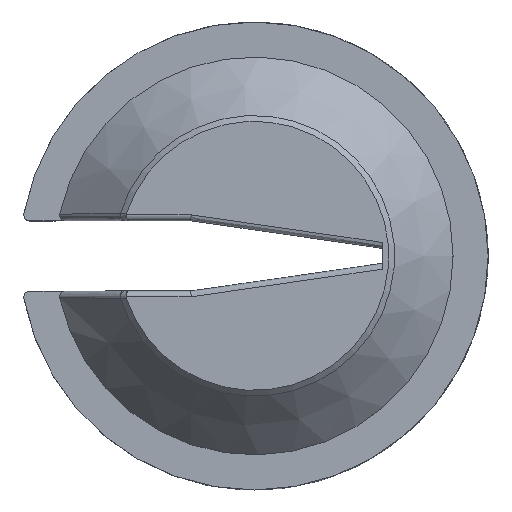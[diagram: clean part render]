
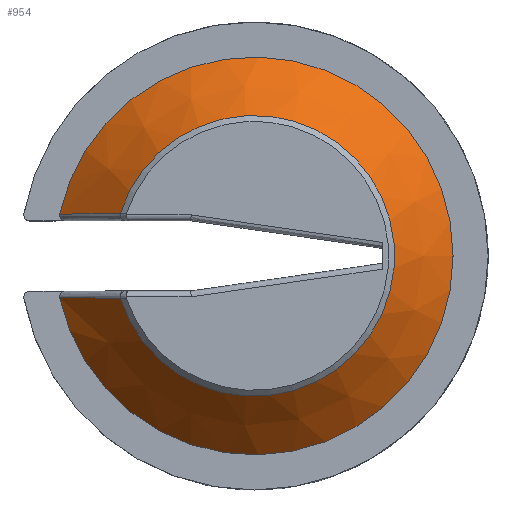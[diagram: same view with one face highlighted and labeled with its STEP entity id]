
A CAD part, top view. The second image highlights one B-rep face of the part: STEP entity #954.
In plain terms, the highlighted conical face has half-angle 41.76 degrees and reference radius 26.988 mm.
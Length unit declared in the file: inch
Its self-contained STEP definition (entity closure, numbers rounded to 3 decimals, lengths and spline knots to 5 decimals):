
#16=CONICAL_SURFACE('',#1029,1.0625,0.729);
#64=B_SPLINE_CURVE_WITH_KNOTS('',3,(#1595,#1596,#1597,#1598),
 .UNSPECIFIED.,.F.,.F.,(4,4),(-1.53663,-0.32723),
 .UNSPECIFIED.);
#65=B_SPLINE_CURVE_WITH_KNOTS('',3,(#1600,#1601,#1602,#1603),
 .UNSPECIFIED.,.F.,.F.,(4,4),(-0.32723,-0.32683),
 .UNSPECIFIED.);
#77=B_SPLINE_CURVE_WITH_KNOTS('',3,(#1872,#1873,#1874,#1875),
 .UNSPECIFIED.,.F.,.F.,(4,4),(0.14885,0.15542),
 .UNSPECIFIED.);
#79=B_SPLINE_CURVE_WITH_KNOTS('',3,(#1895,#1896,#1897,#1898),
 .UNSPECIFIED.,.F.,.F.,(4,4),(0.15419,0.15864),
 .UNSPECIFIED.);
#82=B_SPLINE_CURVE_WITH_KNOTS('',3,(#1921,#1922,#1923,#1924),
 .UNSPECIFIED.,.F.,.F.,(4,4),(0.44648,0.45093),
 .UNSPECIFIED.);
#83=B_SPLINE_CURVE_WITH_KNOTS('',3,(#1926,#1927,#1928,#1929),
 .UNSPECIFIED.,.F.,.F.,(4,4),(-2.15801,-0.9486),
 .UNSPECIFIED.);
#84=B_SPLINE_CURVE_WITH_KNOTS('',3,(#1931,#1932,#1933,#1934),
 .UNSPECIFIED.,.F.,.F.,(4,4),(-2.15841,-2.15801),
 .UNSPECIFIED.);
#85=B_SPLINE_CURVE_WITH_KNOTS('',3,(#1935,#1936,#1937,#1938),
 .UNSPECIFIED.,.F.,.F.,(4,4),(0.15542,0.16199),
 .UNSPECIFIED.);
#148=FACE_OUTER_BOUND('',#202,.T.);
#202=EDGE_LOOP('',(#720,#721,#722,#723,#724,#725,#726,#727,#728,#729));
#243=CIRCLE('',#1028,0.75);
#244=CIRCLE('',#1030,1.0625);
#405=VERTEX_POINT('',#1593);
#406=VERTEX_POINT('',#1594);
#407=VERTEX_POINT('',#1599);
#414=VERTEX_POINT('',#1865);
#418=VERTEX_POINT('',#1893);
#422=VERTEX_POINT('',#1914);
#423=VERTEX_POINT('',#1918);
#424=VERTEX_POINT('',#1920);
#425=VERTEX_POINT('',#1925);
#426=VERTEX_POINT('',#1930);
#513=EDGE_CURVE('',#405,#406,#64,.T.);
#514=EDGE_CURVE('',#406,#407,#65,.T.);
#528=EDGE_CURVE('',#407,#414,#77,.T.);
#533=EDGE_CURVE('',#418,#405,#79,.T.);
#538=EDGE_CURVE('',#422,#414,#243,.T.);
#540=EDGE_CURVE('',#418,#423,#244,.T.);
#541=EDGE_CURVE('',#424,#423,#82,.T.);
#542=EDGE_CURVE('',#425,#424,#83,.T.);
#543=EDGE_CURVE('',#426,#425,#84,.T.);
#544=EDGE_CURVE('',#422,#426,#85,.T.);
#720=ORIENTED_EDGE('',*,*,#513,.F.);
#721=ORIENTED_EDGE('',*,*,#533,.F.);
#722=ORIENTED_EDGE('',*,*,#540,.T.);
#723=ORIENTED_EDGE('',*,*,#541,.F.);
#724=ORIENTED_EDGE('',*,*,#542,.F.);
#725=ORIENTED_EDGE('',*,*,#543,.F.);
#726=ORIENTED_EDGE('',*,*,#544,.F.);
#727=ORIENTED_EDGE('',*,*,#538,.T.);
#728=ORIENTED_EDGE('',*,*,#528,.F.);
#729=ORIENTED_EDGE('',*,*,#514,.F.);
#954=ADVANCED_FACE('',(#148),#16,.T.);
#1028=AXIS2_PLACEMENT_3D('',#1915,#1161,#1162);
#1029=AXIS2_PLACEMENT_3D('',#1917,#1164,#1165);
#1030=AXIS2_PLACEMENT_3D('',#1919,#1166,#1167);
#1161=DIRECTION('center_axis',(0.,0.,-1.));
#1162=DIRECTION('ref_axis',(1.,0.,0.));
#1164=DIRECTION('center_axis',(0.,0.,-1.));
#1165=DIRECTION('ref_axis',(1.,0.,0.));
#1166=DIRECTION('center_axis',(0.,0.,1.));
#1167=DIRECTION('ref_axis',(1.,0.,0.));
#1593=CARTESIAN_POINT('',(-1.03864,-0.22366,0.15005));
#1594=CARTESIAN_POINT('',(-0.71521,-0.22577,0.5));
#1595=CARTESIAN_POINT('Ctrl Pts',(-1.03864,-0.22366,0.15005));
#1596=CARTESIAN_POINT('Ctrl Pts',(-0.9315,-0.22415,
0.26725));
#1597=CARTESIAN_POINT('Ctrl Pts',(-0.82401,-0.22477,
0.38415));
#1598=CARTESIAN_POINT('Ctrl Pts',(-0.71521,-0.22577,
0.5));
#1599=CARTESIAN_POINT('',(-0.7151,-0.22577,0.50011));
#1600=CARTESIAN_POINT('Ctrl Pts',(-0.71521,-0.22577,
0.5));
#1601=CARTESIAN_POINT('Ctrl Pts',(-0.71518,-0.22577,
0.50004));
#1602=CARTESIAN_POINT('Ctrl Pts',(-0.71514,-0.22577,
0.50008));
#1603=CARTESIAN_POINT('Ctrl Pts',(-0.71511,-0.22577,
0.50012));
#1865=CARTESIAN_POINT('',(-0.71442,-0.22826,0.5));
#1872=CARTESIAN_POINT('Ctrl Pts',(-0.7151,-0.22577,
0.50011));
#1873=CARTESIAN_POINT('Ctrl Pts',(-0.71491,-0.22661,
0.50004));
#1874=CARTESIAN_POINT('Ctrl Pts',(-0.71468,-0.22744,
0.5));
#1875=CARTESIAN_POINT('Ctrl Pts',(-0.71442,-0.22826,
0.5));
#1893=CARTESIAN_POINT('',(-1.03832,-0.22538,0.15));
#1895=CARTESIAN_POINT('Ctrl Pts',(-1.03832,-0.22538,
0.15));
#1896=CARTESIAN_POINT('Ctrl Pts',(-1.03844,-0.22481,
0.15));
#1897=CARTESIAN_POINT('Ctrl Pts',(-1.03855,-0.22423,
0.15002));
#1898=CARTESIAN_POINT('Ctrl Pts',(-1.03864,-0.22366,
0.15005));
#1914=CARTESIAN_POINT('',(-0.71442,0.22826,0.5));
#1915=CARTESIAN_POINT('Origin',(0.,0.,0.5));
#1917=CARTESIAN_POINT('Origin',(0.,0.,0.15));
#1918=CARTESIAN_POINT('',(-1.03832,0.22538,0.15));
#1919=CARTESIAN_POINT('Origin',(0.,0.,0.15));
#1920=CARTESIAN_POINT('',(-1.03864,0.22366,0.15005));
#1921=CARTESIAN_POINT('Ctrl Pts',(-1.03864,0.22366,0.15005));
#1922=CARTESIAN_POINT('Ctrl Pts',(-1.03855,0.22423,0.15002));
#1923=CARTESIAN_POINT('Ctrl Pts',(-1.03844,0.22481,0.15));
#1924=CARTESIAN_POINT('Ctrl Pts',(-1.03832,0.22538,0.15));
#1925=CARTESIAN_POINT('',(-0.71521,0.22577,0.5));
#1926=CARTESIAN_POINT('Ctrl Pts',(-0.71521,0.22577,
0.5));
#1927=CARTESIAN_POINT('Ctrl Pts',(-0.82401,0.22477,
0.38415));
#1928=CARTESIAN_POINT('Ctrl Pts',(-0.9315,0.22415,
0.26725));
#1929=CARTESIAN_POINT('Ctrl Pts',(-1.03864,0.22366,0.15005));
#1930=CARTESIAN_POINT('',(-0.7151,0.22577,0.50011));
#1931=CARTESIAN_POINT('Ctrl Pts',(-0.71511,0.22577,
0.50012));
#1932=CARTESIAN_POINT('Ctrl Pts',(-0.71514,0.22577,
0.50008));
#1933=CARTESIAN_POINT('Ctrl Pts',(-0.71518,0.22577,
0.50004));
#1934=CARTESIAN_POINT('Ctrl Pts',(-0.71521,0.22577,
0.5));
#1935=CARTESIAN_POINT('Ctrl Pts',(-0.71442,0.22826,
0.5));
#1936=CARTESIAN_POINT('Ctrl Pts',(-0.71468,0.22744,
0.5));
#1937=CARTESIAN_POINT('Ctrl Pts',(-0.71491,0.22661,
0.50004));
#1938=CARTESIAN_POINT('Ctrl Pts',(-0.7151,0.22577,
0.50011));
